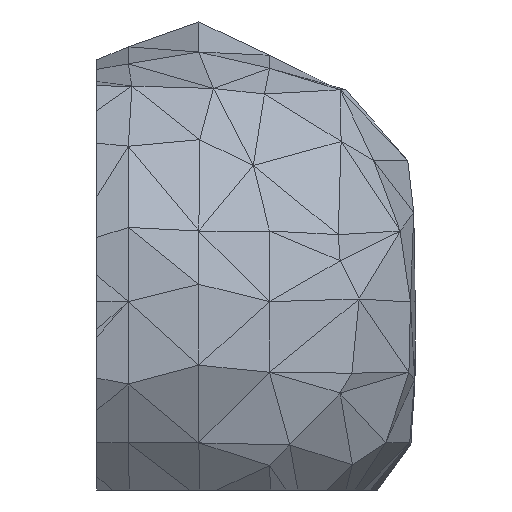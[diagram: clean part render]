
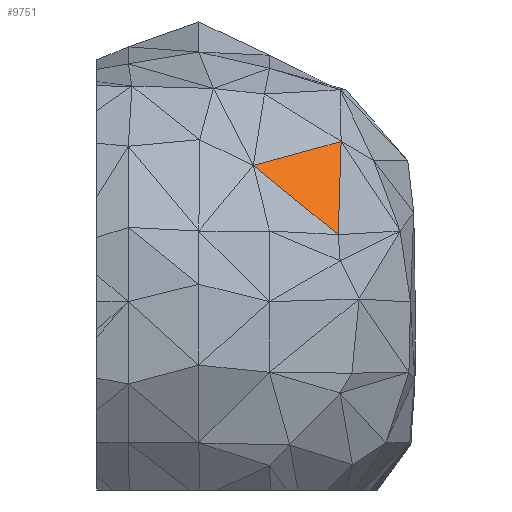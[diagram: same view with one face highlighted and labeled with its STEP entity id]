
A CAD part, front view. The second image highlights one B-rep face of the part: STEP entity #9751.
In plain terms, the highlighted planar face has unit normal (0.398, -0.794, 0.459).
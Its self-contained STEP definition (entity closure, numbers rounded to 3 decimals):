
#8410 = VERTEX_POINT('',#8411);
#8411 = CARTESIAN_POINT('',(0.1,0.309,0.102
    ));
#9130 = PLANE('',#9131);
#9131 = AXIS2_PLACEMENT_3D('',#9132,#9133,#9134);
#9132 = CARTESIAN_POINT('',(0.106,0.308,
    0.095));
#9133 = DIRECTION('',(0.33,-0.867,0.373));
#9134 = DIRECTION('',(0.,-0.395,-0.919
    ));
#9159 = PLANE('',#9160);
#9160 = AXIS2_PLACEMENT_3D('',#9161,#9162,#9163);
#9161 = CARTESIAN_POINT('',(0.106,0.316,0.108)
  );
#9162 = DIRECTION('',(0.268,-0.687,0.676));
#9163 = DIRECTION('',(0.,-0.702,-0.713));
#9175 = VERTEX_POINT('',#9176);
#9176 = CARTESIAN_POINT('',(0.115,0.318,0.106)
  );
#9539 = EDGE_CURVE('',#9540,#8410,#9542,.T.);
#9540 = VERTEX_POINT('',#9541);
#9541 = CARTESIAN_POINT('',(0.115,0.309,
    0.091));
#9542 = SURFACE_CURVE('',#9543,(#9547,#9554),.PCURVE_S1.);
#9543 = LINE('',#9544,#9545);
#9544 = CARTESIAN_POINT('',(0.115,0.309,
    0.091));
#9545 = VECTOR('',#9546,1.);
#9546 = DIRECTION('',(-0.775,-0.024,0.631
    ));
#9547 = PCURVE('',#9130,#9548);
#9548 = DEFINITIONAL_REPRESENTATION('',(#9549),#9553);
#9549 = LINE('',#9550,#9551);
#9550 = CARTESIAN_POINT('',(0.003,0.009));
#9551 = VECTOR('',#9552,1.);
#9552 = DIRECTION('',(-0.57,-0.822));
#9553 = ( GEOMETRIC_REPRESENTATION_CONTEXT(2) 
PARAMETRIC_REPRESENTATION_CONTEXT() REPRESENTATION_CONTEXT('2D SPACE',''
  ) );
#9554 = PCURVE('',#9555,#9560);
#9555 = PLANE('',#9556);
#9556 = AXIS2_PLACEMENT_3D('',#9557,#9558,#9559);
#9557 = CARTESIAN_POINT('',(0.11,0.312,
    0.1));
#9558 = DIRECTION('',(0.398,-0.794,0.459));
#9559 = DIRECTION('',(0.,-0.5,
    -0.866));
#9560 = DEFINITIONAL_REPRESENTATION('',(#9561),#9564);
#9561 = B_SPLINE_CURVE_WITH_KNOTS('',1,(#9562,#9563),.UNSPECIFIED.,.F.,
  .F.,(2,2),(0.,0.018),.PIECEWISE_BEZIER_KNOTS.);
#9562 = CARTESIAN_POINT('',(0.009,0.005));
#9563 = CARTESIAN_POINT('',(-0.001,-0.011));
#9564 = ( GEOMETRIC_REPRESENTATION_CONTEXT(2) 
PARAMETRIC_REPRESENTATION_CONTEXT() REPRESENTATION_CONTEXT('2D SPACE',''
  ) );
#9590 = EDGE_CURVE('',#9175,#8410,#9591,.T.);
#9591 = SURFACE_CURVE('',#9592,(#9596,#9602),.PCURVE_S1.);
#9592 = LINE('',#9593,#9594);
#9593 = CARTESIAN_POINT('',(0.115,0.318,0.106)
  );
#9594 = VECTOR('',#9595,1.);
#9595 = DIRECTION('',(-0.814,-0.537,-0.223));
#9596 = PCURVE('',#9159,#9597);
#9597 = DEFINITIONAL_REPRESENTATION('',(#9598),#9601);
#9598 = B_SPLINE_CURVE_WITH_KNOTS('',1,(#9599,#9600),.UNSPECIFIED.,.F.,
  .F.,(2,2),(0.,0.018),.PIECEWISE_BEZIER_KNOTS.);
#9599 = CARTESIAN_POINT('',(-0.001,0.01));
#9600 = CARTESIAN_POINT('',(0.009,-0.006));
#9601 = ( GEOMETRIC_REPRESENTATION_CONTEXT(2) 
PARAMETRIC_REPRESENTATION_CONTEXT() REPRESENTATION_CONTEXT('2D SPACE',''
  ) );
#9602 = PCURVE('',#9555,#9603);
#9603 = DEFINITIONAL_REPRESENTATION('',(#9604),#9608);
#9604 = LINE('',#9605,#9606);
#9605 = CARTESIAN_POINT('',(-0.009,0.006));
#9606 = VECTOR('',#9607,1.);
#9607 = DIRECTION('',(0.462,-0.887));
#9608 = ( GEOMETRIC_REPRESENTATION_CONTEXT(2) 
PARAMETRIC_REPRESENTATION_CONTEXT() REPRESENTATION_CONTEXT('2D SPACE',''
  ) );
#9630 = PLANE('',#9631);
#9631 = AXIS2_PLACEMENT_3D('',#9632,#9633,#9634);
#9632 = CARTESIAN_POINT('',(0.118,0.316,
    0.096));
#9633 = DIRECTION('',(0.666,-0.65,0.366));
#9634 = DIRECTION('',(0.699,0.715,0.)
  );
#9751 = ADVANCED_FACE('',(#9752),#9555,.T.);
#9752 = FACE_BOUND('',#9753,.T.);
#9753 = EDGE_LOOP('',(#9754,#9755,#9756));
#9754 = ORIENTED_EDGE('',*,*,#9590,.T.);
#9755 = ORIENTED_EDGE('',*,*,#9539,.F.);
#9756 = ORIENTED_EDGE('',*,*,#9757,.T.);
#9757 = EDGE_CURVE('',#9540,#9175,#9758,.T.);
#9758 = SURFACE_CURVE('',#9759,(#9763,#9770),.PCURVE_S1.);
#9759 = LINE('',#9760,#9761);
#9760 = CARTESIAN_POINT('',(0.115,0.309,
    0.091));
#9761 = VECTOR('',#9762,1.);
#9762 = DIRECTION('',(0.026,0.51,0.86)
  );
#9763 = PCURVE('',#9555,#9764);
#9764 = DEFINITIONAL_REPRESENTATION('',(#9765),#9769);
#9765 = LINE('',#9766,#9767);
#9766 = CARTESIAN_POINT('',(0.009,0.005));
#9767 = VECTOR('',#9768,1.);
#9768 = DIRECTION('',(-1.,0.029));
#9769 = ( GEOMETRIC_REPRESENTATION_CONTEXT(2) 
PARAMETRIC_REPRESENTATION_CONTEXT() REPRESENTATION_CONTEXT('2D SPACE',''
  ) );
#9770 = PCURVE('',#9630,#9771);
#9771 = DEFINITIONAL_REPRESENTATION('',(#9772),#9775);
#9772 = B_SPLINE_CURVE_WITH_KNOTS('',1,(#9773,#9774),.UNSPECIFIED.,.F.,
  .F.,(2,2),(0.,0.018),.PIECEWISE_BEZIER_KNOTS.);
#9773 = CARTESIAN_POINT('',(-0.007,-0.006));
#9774 = CARTESIAN_POINT('',(0.,0.011));
#9775 = ( GEOMETRIC_REPRESENTATION_CONTEXT(2) 
PARAMETRIC_REPRESENTATION_CONTEXT() REPRESENTATION_CONTEXT('2D SPACE',''
  ) );
